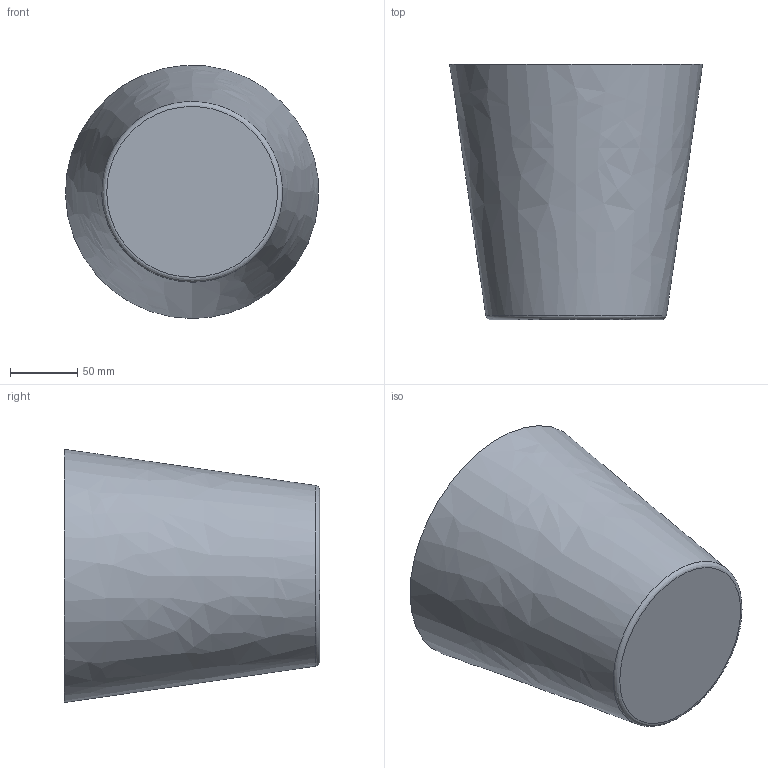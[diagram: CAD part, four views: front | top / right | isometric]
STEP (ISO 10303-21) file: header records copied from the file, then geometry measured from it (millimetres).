
FILE_DESCRIPTION (( 'STEP AP203' ), '1' );
FILE_NAME ('Seau champagne.STEP', '2022-01-25T13:23:18', ( '' ), ( '' ), 'SwSTEP 2.0', 'SolidWorks 2021', '' );
FILE_SCHEMA (( 'CONFIG_CONTROL_DESIGN' ));
Length unit declared in the file: millimetre
Products named in the file (1): Seau champagne
Bounding box: 188.13 x 190 x 188.24 mm (x, y, z)
Volume: 187122.4 mm3; surface area: 219001.2 mm2
Topology: 1 solids, 1 shells, 7 faces, 14 edges, 10 vertices
Faces by surface type: bspline 4, plane 3
Entity records: 2016 total; most frequent: CARTESIAN_POINT 1854, ORIENTED_EDGE 12, EDGE_LOOP 12, FACE_OUTER_BOUND 11, DIRECTION 10, PERSON_AND_ORGANIZATION 8, ADVANCED_FACE 7, EDGE_CURVE 6
